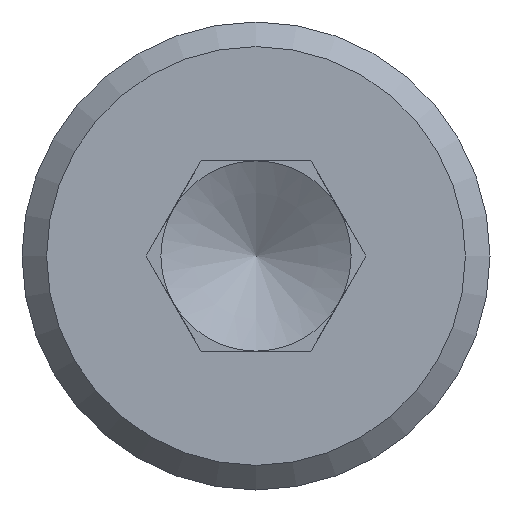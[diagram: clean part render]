
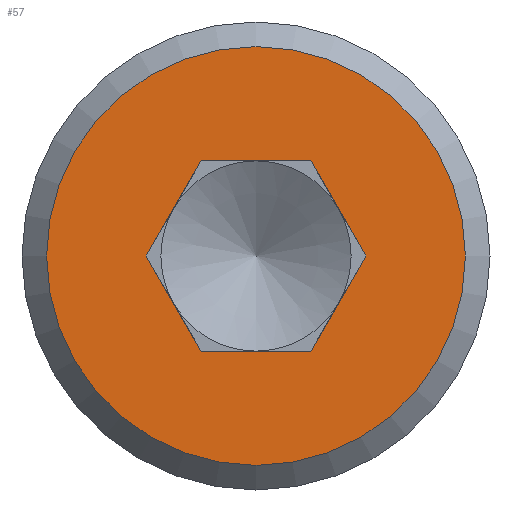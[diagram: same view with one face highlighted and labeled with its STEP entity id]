
A CAD part, left-side view. The second image highlights one B-rep face of the part: STEP entity #57.
In plain terms, the highlighted planar face has unit normal (-1, 0, 0).
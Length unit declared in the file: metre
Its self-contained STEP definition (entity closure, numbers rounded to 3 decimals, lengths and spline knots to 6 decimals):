
#57 = ADVANCED_FACE( '', ( #126, #127 ), #128, .T. );
#126 = FACE_BOUND( '', #204, .T. );
#127 = FACE_OUTER_BOUND( '', #205, .T. );
#128 = PLANE( '', #206 );
#204 = EDGE_LOOP( '', ( #299, #300, #301, #302, #303, #304 ) );
#205 = EDGE_LOOP( '', ( #305 ) );
#206 = AXIS2_PLACEMENT_3D( '', #306, #307, #308 );
#299 = ORIENTED_EDGE( '', *, *, #438, .T. );
#300 = ORIENTED_EDGE( '', *, *, #432, .F. );
#301 = ORIENTED_EDGE( '', *, *, #439, .T. );
#302 = ORIENTED_EDGE( '', *, *, #440, .T. );
#303 = ORIENTED_EDGE( '', *, *, #441, .F. );
#304 = ORIENTED_EDGE( '', *, *, #442, .F. );
#305 = ORIENTED_EDGE( '', *, *, #428, .T. );
#306 = CARTESIAN_POINT( '', ( 0., 0., 0. ) );
#307 = DIRECTION( '', ( -1., 0., 0. ) );
#308 = DIRECTION( '', ( 0., 0., 1. ) );
#428 = EDGE_CURVE( '', #496, #496, #497, .T. );
#432 = EDGE_CURVE( '', #502, #503, #504, .T. );
#438 = EDGE_CURVE( '', #512, #503, #513, .T. );
#439 = EDGE_CURVE( '', #502, #514, #515, .T. );
#440 = EDGE_CURVE( '', #514, #516, #517, .T. );
#441 = EDGE_CURVE( '', #518, #516, #519, .T. );
#442 = EDGE_CURVE( '', #512, #518, #520, .T. );
#496 = VERTEX_POINT( '', #581 );
#497 = CIRCLE( '', #582, 0.0017 );
#502 = VERTEX_POINT( '', #587 );
#503 = VERTEX_POINT( '', #588 );
#504 = LINE( '', #589, #590 );
#512 = VERTEX_POINT( '', #602 );
#513 = LINE( '', #603, #604 );
#514 = VERTEX_POINT( '', #605 );
#515 = LINE( '', #606, #607 );
#516 = VERTEX_POINT( '', #608 );
#517 = LINE( '', #609, #610 );
#518 = VERTEX_POINT( '', #611 );
#519 = LINE( '', #612, #613 );
#520 = LINE( '', #614, #615 );
#581 = CARTESIAN_POINT( '', ( 0., 0., 0.0017 ) );
#582 = AXIS2_PLACEMENT_3D( '', #690, #691, #692 );
#587 = CARTESIAN_POINT( '', ( 0., -0.000446, 0.000773 ) );
#588 = CARTESIAN_POINT( '', ( 0., 0.000446, 0.000773 ) );
#589 = CARTESIAN_POINT( '', ( 0., -0.000446, 0.000773 ) );
#590 = VECTOR( '', #696, 1. );
#602 = CARTESIAN_POINT( '', ( 0., 0.000892, 0. ) );
#603 = CARTESIAN_POINT( '', ( 0., 0.000892, 0. ) );
#604 = VECTOR( '', #701, 1. );
#605 = CARTESIAN_POINT( '', ( 0., -0.000892, 0. ) );
#606 = CARTESIAN_POINT( '', ( 0., -0.000446, 0.000773 ) );
#607 = VECTOR( '', #702, 1. );
#608 = CARTESIAN_POINT( '', ( 0., -0.000446, -0.000773 ) );
#609 = CARTESIAN_POINT( '', ( 0., -0.000892, 0. ) );
#610 = VECTOR( '', #703, 1. );
#611 = CARTESIAN_POINT( '', ( 0., 0.000446, -0.000773 ) );
#612 = CARTESIAN_POINT( '', ( 0., 0.000446, -0.000773 ) );
#613 = VECTOR( '', #704, 1. );
#614 = CARTESIAN_POINT( '', ( 0., 0.000892, 0. ) );
#615 = VECTOR( '', #705, 1. );
#690 = CARTESIAN_POINT( '', ( 0., 0., 0. ) );
#691 = DIRECTION( '', ( -1., 0., 0. ) );
#692 = DIRECTION( '', ( 0., 0., 1. ) );
#696 = DIRECTION( '', ( 0., 1., 0. ) );
#701 = DIRECTION( '', ( 0., -0.5, 0.866 ) );
#702 = DIRECTION( '', ( 0., -0.5, -0.866 ) );
#703 = DIRECTION( '', ( 0., 0.5, -0.866 ) );
#704 = DIRECTION( '', ( 0., -1., 0. ) );
#705 = DIRECTION( '', ( 0., -0.5, -0.866 ) );
